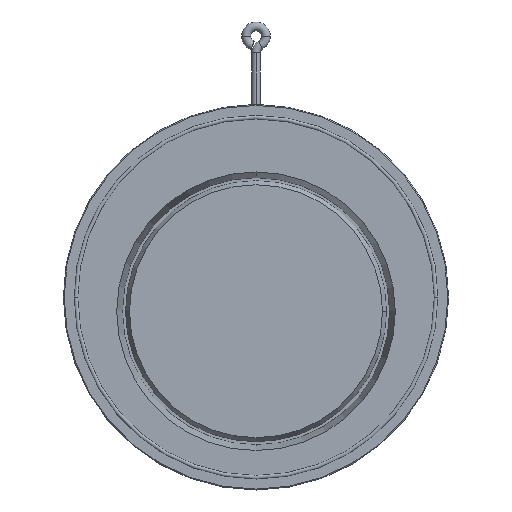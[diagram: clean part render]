
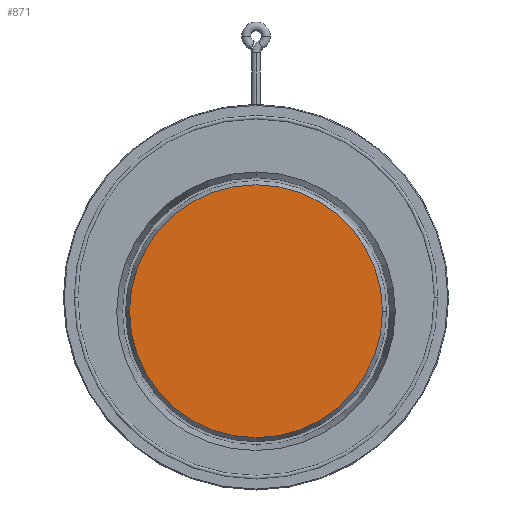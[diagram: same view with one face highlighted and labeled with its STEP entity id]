
A CAD part, top view. The second image highlights one B-rep face of the part: STEP entity #871.
In plain terms, the highlighted planar face has unit normal (0, 0, 1).
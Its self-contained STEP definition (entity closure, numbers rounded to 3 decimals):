
#29 = CARTESIAN_POINT ( 'NONE',  ( 144.381, -16., 35.5 ) ) ;
#34 = DIRECTION ( 'NONE',  ( 0., 0., -1. ) ) ;
#51 = VERTEX_POINT ( 'NONE', #848 ) ;
#91 = CARTESIAN_POINT ( 'NONE',  ( 0., 128.381, 35.5 ) ) ;
#266 = ORIENTED_EDGE ( 'NONE', *, *, #1037, .F. ) ;
#290 = DIRECTION ( 'NONE',  ( -1., 0., 0. ) ) ;
#345 = EDGE_CURVE ( 'NONE', #1027, #51, #1100, .T. ) ;
#349 = AXIS2_PLACEMENT_3D ( 'NONE', #91, #382, #992 ) ;
#375 = ORIENTED_EDGE ( 'NONE', *, *, #345, .F. ) ;
#382 = DIRECTION ( 'NONE',  ( 0., 0., 1. ) ) ;
#446 = FACE_OUTER_BOUND ( 'NONE', #1240, .T. ) ;
#629 = CARTESIAN_POINT ( 'NONE',  ( 0., -16., 35.5 ) ) ;
#734 = AXIS2_PLACEMENT_3D ( 'NONE', #787, #882, #290 ) ;
#736 = DIRECTION ( 'NONE',  ( -1., 0., 0. ) ) ;
#787 = CARTESIAN_POINT ( 'NONE',  ( 0., -16., 35.5 ) ) ;
#848 = CARTESIAN_POINT ( 'NONE',  ( -144.381, -16., 35.5 ) ) ;
#871 = ADVANCED_FACE ( 'NONE', ( #446 ), #1296, .T. ) ;
#882 = DIRECTION ( 'NONE',  ( 0., 0., -1. ) ) ;
#992 = DIRECTION ( 'NONE',  ( 1., 0., 0. ) ) ;
#1027 = VERTEX_POINT ( 'NONE', #29 ) ;
#1037 = EDGE_CURVE ( 'NONE', #51, #1027, #1109, .T. ) ;
#1100 = CIRCLE ( 'NONE', #734, 144.381 ) ;
#1109 = CIRCLE ( 'NONE', #1165, 144.381 ) ;
#1165 = AXIS2_PLACEMENT_3D ( 'NONE', #629, #34, #736 ) ;
#1240 = EDGE_LOOP ( 'NONE', ( #266, #375 ) ) ;
#1296 = PLANE ( 'NONE',  #349 ) ;
